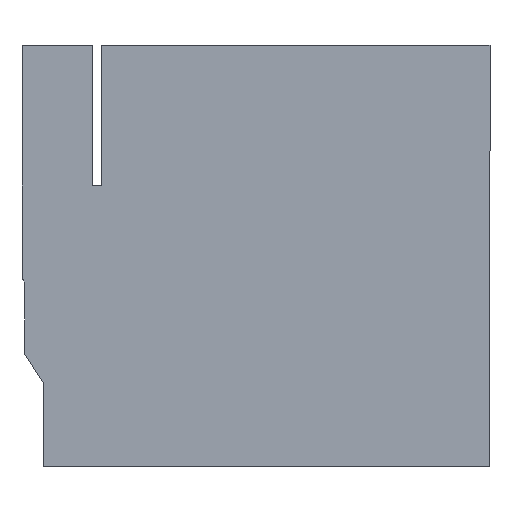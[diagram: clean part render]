
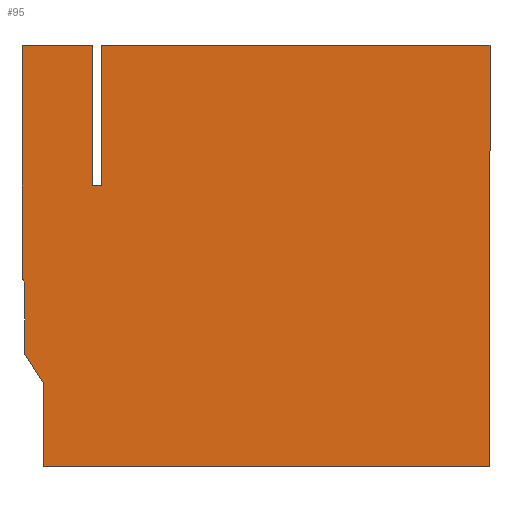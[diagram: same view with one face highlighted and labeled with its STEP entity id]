
A CAD part, front view. The second image highlights one B-rep face of the part: STEP entity #95.
In plain terms, the highlighted planar face has unit normal (0, 1, 0).
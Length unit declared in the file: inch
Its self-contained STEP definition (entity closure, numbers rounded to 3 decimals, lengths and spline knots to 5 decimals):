
#1 = EDGE_CURVE ( 'NONE', #13, #146, #154, .T. ) ;
#2 = EDGE_LOOP ( 'NONE', ( #116, #23, #40, #149, #52, #82, #93, #152, #76, #53, #22, #41, #79 ) ) ;
#3 = CARTESIAN_POINT ( 'NONE',  ( 4.5, 0., -40. ) ) ;
#4 = VECTOR ( 'NONE', #128, 39.37008 ) ;
#5 = LINE ( 'NONE', #69, #123 ) ;
#6 = DIRECTION ( 'NONE',  ( 0., 0., -1. ) ) ;
#7 = EDGE_CURVE ( 'NONE', #102, #59, #30, .T. ) ;
#8 = CARTESIAN_POINT ( 'NONE',  ( 0., 0., 0. ) ) ;
#9 = VECTOR ( 'NONE', #6, 39.37008 ) ;
#10 = DIRECTION ( 'NONE',  ( 1., 0., 0. ) ) ;
#12 = EDGE_CURVE ( 'NONE', #31, #61, #55, .T. ) ;
#13 = VERTEX_POINT ( 'NONE', #17 ) ;
#14 = CARTESIAN_POINT ( 'NONE',  ( 4.5, 0., -22. ) ) ;
#15 = CARTESIAN_POINT ( 'NONE',  ( 15., 0., 50. ) ) ;
#16 = CARTESIAN_POINT ( 'NONE',  ( 100., 0., -40. ) ) ;
#17 = CARTESIAN_POINT ( 'NONE',  ( 15., 0., 50. ) ) ;
#18 = CARTESIAN_POINT ( 'NONE',  ( 17., 0., 50. ) ) ;
#20 = EDGE_CURVE ( 'NONE', #24, #115, #129, .T. ) ;
#21 = VECTOR ( 'NONE', #71, 39.37008 ) ;
#22 = ORIENTED_EDGE ( 'NONE', *, *, #7, .T. ) ;
#23 = ORIENTED_EDGE ( 'NONE', *, *, #133, .T. ) ;
#24 = VERTEX_POINT ( 'NONE', #107 ) ;
#26 = CARTESIAN_POINT ( 'NONE',  ( 17., 0., 50. ) ) ;
#27 = PLANE ( 'NONE',  #137 ) ;
#28 = DIRECTION ( 'NONE',  ( -1., 0., 0. ) ) ;
#29 = VECTOR ( 'NONE', #94, 39.37008 ) ;
#30 = LINE ( 'NONE', #60, #29 ) ;
#31 = VERTEX_POINT ( 'NONE', #141 ) ;
#33 = LINE ( 'NONE', #88, #63 ) ;
#38 = VERTEX_POINT ( 'NONE', #58 ) ;
#39 = AXIS2_PLACEMENT_3D ( 'NONE', #118, #84, #108 ) ;
#40 = ORIENTED_EDGE ( 'NONE', *, *, #20, .T. ) ;
#41 = ORIENTED_EDGE ( 'NONE', *, *, #54, .T. ) ;
#42 = CIRCLE ( 'NONE', #39, 1. ) ;
#43 = LINE ( 'NONE', #121, #111 ) ;
#44 = CARTESIAN_POINT ( 'NONE',  ( 100., 0., 50. ) ) ;
#45 = DIRECTION ( 'NONE',  ( 0., 0., 1. ) ) ;
#47 = DIRECTION ( 'NONE',  ( 0., 1., 0. ) ) ;
#50 = VECTOR ( 'NONE', #83, 39.37008 ) ;
#52 = ORIENTED_EDGE ( 'NONE', *, *, #78, .T. ) ;
#53 = ORIENTED_EDGE ( 'NONE', *, *, #156, .T. ) ;
#54 = EDGE_CURVE ( 'NONE', #59, #135, #150, .T. ) ;
#55 = B_SPLINE_CURVE_WITH_KNOTS ( 'NONE', 3,
 ( #56, #131, #96, #120 ),
 .UNSPECIFIED., .F., .F.,
 ( 4, 4 ),
 ( 0.06091, 1. ),
 .UNSPECIFIED. ) ;
#56 = CARTESIAN_POINT ( 'NONE',  ( 0.58573, 0., -0.85911 ) ) ;
#57 = VECTOR ( 'NONE', #140, 39.37008 ) ;
#58 = CARTESIAN_POINT ( 'NONE',  ( 100., 0., -40. ) ) ;
#59 = VERTEX_POINT ( 'NONE', #26 ) ;
#60 = CARTESIAN_POINT ( 'NONE',  ( 17., 0., 50. ) ) ;
#61 = VERTEX_POINT ( 'NONE', #8 ) ;
#63 = VECTOR ( 'NONE', #159, 39.37008 ) ;
#67 = EDGE_CURVE ( 'NONE', #115, #68, #43, .T. ) ;
#68 = VERTEX_POINT ( 'NONE', #70 ) ;
#69 = CARTESIAN_POINT ( 'NONE',  ( 0., 0., 50. ) ) ;
#70 = CARTESIAN_POINT ( 'NONE',  ( 0.625, 0., -1.13659 ) ) ;
#71 = DIRECTION ( 'NONE',  ( 0., 0., -1. ) ) ;
#72 = VERTEX_POINT ( 'NONE', #139 ) ;
#74 = LINE ( 'NONE', #105, #4 ) ;
#76 = ORIENTED_EDGE ( 'NONE', *, *, #1, .T. ) ;
#78 = EDGE_CURVE ( 'NONE', #68, #31, #42, .T. ) ;
#79 = ORIENTED_EDGE ( 'NONE', *, *, #145, .T. ) ;
#80 = VECTOR ( 'NONE', #117, 39.37008 ) ;
#81 = CARTESIAN_POINT ( 'NONE',  ( 0., 0., 0. ) ) ;
#82 = ORIENTED_EDGE ( 'NONE', *, *, #12, .T. ) ;
#83 = DIRECTION ( 'NONE',  ( -0.543, 0., 0.84 ) ) ;
#84 = DIRECTION ( 'NONE',  ( 0., -1., 0. ) ) ;
#85 = EDGE_CURVE ( 'NONE', #72, #13, #5, .T. ) ;
#86 = DIRECTION ( 'NONE',  ( 0., 0., 1. ) ) ;
#88 = CARTESIAN_POINT ( 'NONE',  ( 15., 0., 20. ) ) ;
#93 = ORIENTED_EDGE ( 'NONE', *, *, #113, .T. ) ;
#94 = DIRECTION ( 'NONE',  ( 0., 0., 1. ) ) ;
#95 = ADVANCED_FACE ( 'NONE', ( #155 ), #27, .T. ) ;
#96 = CARTESIAN_POINT ( 'NONE',  ( 0.22485, 0., -0.00001 ) ) ;
#97 = LINE ( 'NONE', #3, #148 ) ;
#98 = VERTEX_POINT ( 'NONE', #100 ) ;
#100 = CARTESIAN_POINT ( 'NONE',  ( 4.5, 0., -40. ) ) ;
#102 = VERTEX_POINT ( 'NONE', #132 ) ;
#105 = CARTESIAN_POINT ( 'NONE',  ( 0., 0., 0. ) ) ;
#106 = CARTESIAN_POINT ( 'NONE',  ( 0.625, 0., -16. ) ) ;
#107 = CARTESIAN_POINT ( 'NONE',  ( 4.5, 0., -22. ) ) ;
#108 = DIRECTION ( 'NONE',  ( 0., 0., 1. ) ) ;
#111 = VECTOR ( 'NONE', #45, 39.37008 ) ;
#113 = EDGE_CURVE ( 'NONE', #61, #72, #74, .T. ) ;
#115 = VERTEX_POINT ( 'NONE', #106 ) ;
#116 = ORIENTED_EDGE ( 'NONE', *, *, #136, .T. ) ;
#117 = DIRECTION ( 'NONE',  ( 0., 0., 1. ) ) ;
#118 = CARTESIAN_POINT ( 'NONE',  ( -0.375, 0., -1.13659 ) ) ;
#119 = CARTESIAN_POINT ( 'NONE',  ( 15., 0., 20. ) ) ;
#120 = CARTESIAN_POINT ( 'NONE',  ( 0., 0., 0. ) ) ;
#121 = CARTESIAN_POINT ( 'NONE',  ( 0.625, 0., -1.13659 ) ) ;
#123 = VECTOR ( 'NONE', #10, 39.37008 ) ;
#128 = DIRECTION ( 'NONE',  ( 0., 0., 1. ) ) ;
#129 = LINE ( 'NONE', #138, #50 ) ;
#130 = LINE ( 'NONE', #16, #21 ) ;
#131 = CARTESIAN_POINT ( 'NONE',  ( 0.38651, 0., -0.1693 ) ) ;
#132 = CARTESIAN_POINT ( 'NONE',  ( 17., 0., 20. ) ) ;
#133 = EDGE_CURVE ( 'NONE', #98, #24, #153, .T. ) ;
#135 = VERTEX_POINT ( 'NONE', #44 ) ;
#136 = EDGE_CURVE ( 'NONE', #38, #98, #97, .T. ) ;
#137 = AXIS2_PLACEMENT_3D ( 'NONE', #81, #47, #86 ) ;
#138 = CARTESIAN_POINT ( 'NONE',  ( 0.625, 0., -16. ) ) ;
#139 = CARTESIAN_POINT ( 'NONE',  ( 0., 0., 50. ) ) ;
#140 = DIRECTION ( 'NONE',  ( 1., 0., 0. ) ) ;
#141 = CARTESIAN_POINT ( 'NONE',  ( 0.58573, 0., -0.85911 ) ) ;
#145 = EDGE_CURVE ( 'NONE', #135, #38, #130, .T. ) ;
#146 = VERTEX_POINT ( 'NONE', #119 ) ;
#148 = VECTOR ( 'NONE', #28, 39.37008 ) ;
#149 = ORIENTED_EDGE ( 'NONE', *, *, #67, .T. ) ;
#150 = LINE ( 'NONE', #18, #57 ) ;
#152 = ORIENTED_EDGE ( 'NONE', *, *, #85, .T. ) ;
#153 = LINE ( 'NONE', #14, #80 ) ;
#154 = LINE ( 'NONE', #15, #9 ) ;
#155 = FACE_OUTER_BOUND ( 'NONE', #2, .T. ) ;
#156 = EDGE_CURVE ( 'NONE', #146, #102, #33, .T. ) ;
#159 = DIRECTION ( 'NONE',  ( 1., 0., 0. ) ) ;
